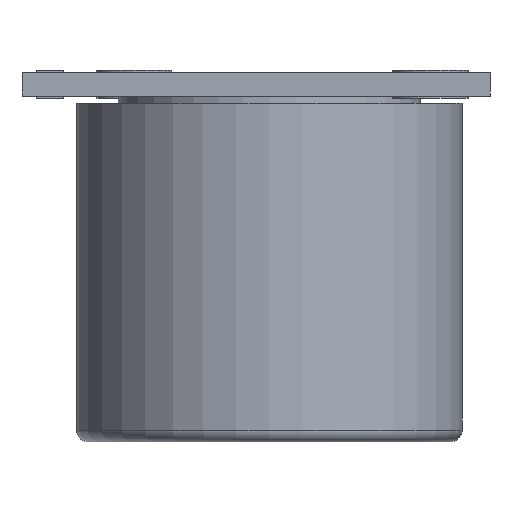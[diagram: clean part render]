
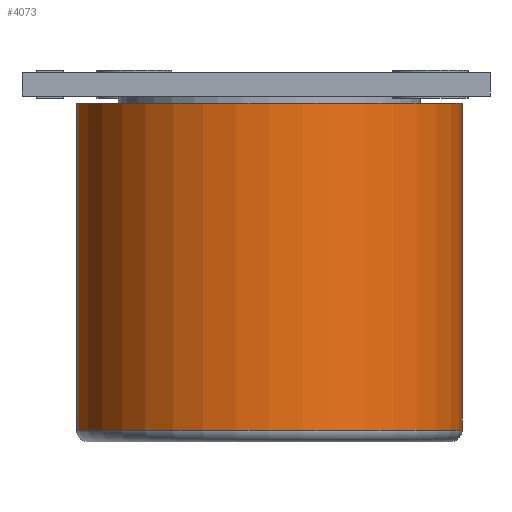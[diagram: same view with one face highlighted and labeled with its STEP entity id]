
A CAD part, front view. The second image highlights one B-rep face of the part: STEP entity #4073.
In plain terms, the highlighted cylindrical face has radius 8.2 mm (diameter 16.4 mm), a partial arc.
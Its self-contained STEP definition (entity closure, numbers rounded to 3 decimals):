
#18 = AXIS2_PLACEMENT_3D ( 'NONE', #3507, #2946, #905 ) ;
#274 = ORIENTED_EDGE ( 'NONE', *, *, #1075, .T. ) ;
#381 = CYLINDRICAL_SURFACE ( 'NONE', #18, 8.2 ) ;
#605 = AXIS2_PLACEMENT_3D ( 'NONE', #2981, #3397, #4030 ) ;
#802 = DIRECTION ( 'NONE',  ( 0., 0., 1. ) ) ;
#876 = DIRECTION ( 'NONE',  ( 0., 0., 1. ) ) ;
#905 = DIRECTION ( 'NONE',  ( 1., 0., 0. ) ) ;
#1075 = EDGE_CURVE ( 'NONE', #1534, #3255, #1611, .T. ) ;
#1534 = VERTEX_POINT ( 'NONE', #5315 ) ;
#1611 = CIRCLE ( 'NONE', #5553, 8.2 ) ;
#1954 = CIRCLE ( 'NONE', #605, 8.2 ) ;
#1958 = LINE ( 'NONE', #3473, #6004 ) ;
#2181 = EDGE_CURVE ( 'NONE', #1534, #6525, #5651, .T. ) ;
#2231 = EDGE_CURVE ( 'NONE', #3255, #2402, #1958, .T. ) ;
#2402 = VERTEX_POINT ( 'NONE', #2556 ) ;
#2556 = CARTESIAN_POINT ( 'NONE',  ( 8.766, -0.326, -0.3 ) ) ;
#2946 = DIRECTION ( 'NONE',  ( 0., 0., 1. ) ) ;
#2978 = ORIENTED_EDGE ( 'NONE', *, *, #5740, .T. ) ;
#2981 = CARTESIAN_POINT ( 'NONE',  ( 0.566, -0.326, -0.3 ) ) ;
#3017 = FACE_OUTER_BOUND ( 'NONE', #5575, .T. ) ;
#3255 = VERTEX_POINT ( 'NONE', #6545 ) ;
#3397 = DIRECTION ( 'NONE',  ( 0., 0., -1. ) ) ;
#3473 = CARTESIAN_POINT ( 'NONE',  ( 8.766, -0.326, -14.7 ) ) ;
#3507 = CARTESIAN_POINT ( 'NONE',  ( 0.566, -0.326, -14.7 ) ) ;
#3873 = VECTOR ( 'NONE', #4535, 1000. ) ;
#3961 = CARTESIAN_POINT ( 'NONE',  ( -7.634, -0.326, -14.7 ) ) ;
#4030 = DIRECTION ( 'NONE',  ( -1., 0., 0. ) ) ;
#4073 = ADVANCED_FACE ( 'NONE', ( #3017 ), #381, .T. ) ;
#4074 = DIRECTION ( 'NONE',  ( -1., 0., 0. ) ) ;
#4535 = DIRECTION ( 'NONE',  ( 0., 0., 1. ) ) ;
#5295 = ORIENTED_EDGE ( 'NONE', *, *, #2231, .T. ) ;
#5315 = CARTESIAN_POINT ( 'NONE',  ( -7.634, -0.326, -14.2 ) ) ;
#5553 = AXIS2_PLACEMENT_3D ( 'NONE', #6744, #876, #4074 ) ;
#5575 = EDGE_LOOP ( 'NONE', ( #6058, #274, #5295, #2978 ) ) ;
#5632 = CARTESIAN_POINT ( 'NONE',  ( -7.634, -0.326, -0.3 ) ) ;
#5651 = LINE ( 'NONE', #3961, #3873 ) ;
#5740 = EDGE_CURVE ( 'NONE', #2402, #6525, #1954, .T. ) ;
#6004 = VECTOR ( 'NONE', #802, 1000. ) ;
#6058 = ORIENTED_EDGE ( 'NONE', *, *, #2181, .F. ) ;
#6525 = VERTEX_POINT ( 'NONE', #5632 ) ;
#6545 = CARTESIAN_POINT ( 'NONE',  ( 8.766, -0.326, -14.2 ) ) ;
#6744 = CARTESIAN_POINT ( 'NONE',  ( 0.566, -0.326, -14.2 ) ) ;
